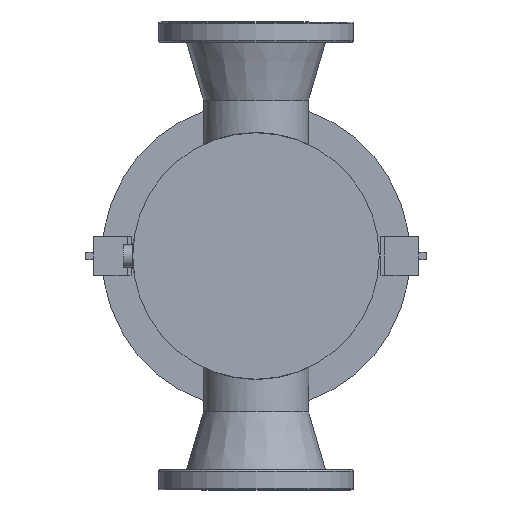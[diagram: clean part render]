
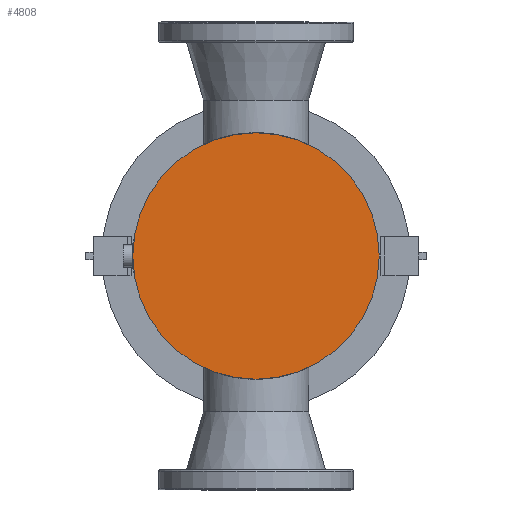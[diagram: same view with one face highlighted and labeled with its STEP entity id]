
A CAD part, front view. The second image highlights one B-rep face of the part: STEP entity #4808.
In plain terms, the highlighted planar face has unit normal (0, -1, 0).
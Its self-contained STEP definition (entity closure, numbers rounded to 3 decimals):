
#753 = CARTESIAN_POINT ( 'NONE',  ( -52.046, -504.287, 13.392 ) ) ;
#1453 = EDGE_LOOP ( 'NONE', ( #2348, #3355 ) ) ;
#1522 = FACE_OUTER_BOUND ( 'NONE', #1453, .T. ) ;
#1570 = CARTESIAN_POINT ( 'NONE',  ( -52.046, -504.287, -144.608 ) ) ;
#1708 = CIRCLE ( 'NONE', #6458, 158. ) ;
#2348 = ORIENTED_EDGE ( 'NONE', *, *, #8409, .T. ) ;
#2438 = PLANE ( 'NONE',  #8281 ) ;
#3355 = ORIENTED_EDGE ( 'NONE', *, *, #5060, .T. ) ;
#3526 = DIRECTION ( 'NONE',  ( 0., -1., 0. ) ) ;
#3571 = DIRECTION ( 'NONE',  ( 0., 0., -1. ) ) ;
#3673 = DIRECTION ( 'NONE',  ( 0., 0., 1. ) ) ;
#3735 = VERTEX_POINT ( 'NONE', #1570 ) ;
#3812 = DIRECTION ( 'NONE',  ( 0., -1., 0. ) ) ;
#3848 = CARTESIAN_POINT ( 'NONE',  ( -52.046, -504.287, 171.392 ) ) ;
#4446 = DIRECTION ( 'NONE',  ( 0., 1., 0. ) ) ;
#4493 = DIRECTION ( 'NONE',  ( 0., 0., -1. ) ) ;
#4534 = VERTEX_POINT ( 'NONE', #3848 ) ;
#4630 = CARTESIAN_POINT ( 'NONE',  ( -52.046, -504.287, 13.392 ) ) ;
#4656 = AXIS2_PLACEMENT_3D ( 'NONE', #753, #3812, #4493 ) ;
#4808 = ADVANCED_FACE ( 'NONE', ( #1522 ), #2438, .F. ) ;
#5060 = EDGE_CURVE ( 'NONE', #4534, #3735, #1708, .T. ) ;
#6458 = AXIS2_PLACEMENT_3D ( 'NONE', #7830, #3526, #3571 ) ;
#7830 = CARTESIAN_POINT ( 'NONE',  ( -52.046, -504.287, 13.392 ) ) ;
#8281 = AXIS2_PLACEMENT_3D ( 'NONE', #4630, #4446, #3673 ) ;
#8331 = CIRCLE ( 'NONE', #4656, 158. ) ;
#8409 = EDGE_CURVE ( 'NONE', #3735, #4534, #8331, .T. ) ;
